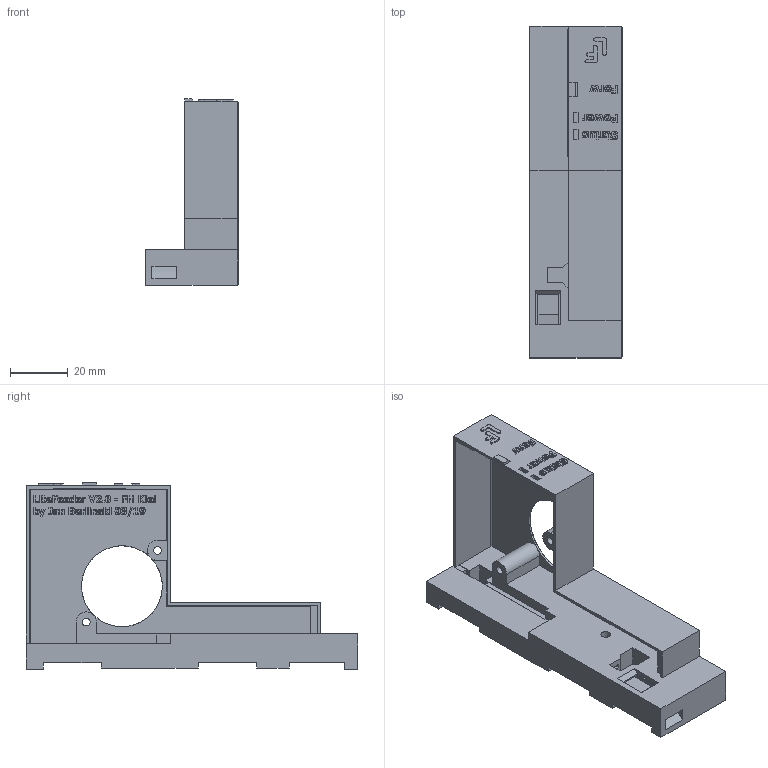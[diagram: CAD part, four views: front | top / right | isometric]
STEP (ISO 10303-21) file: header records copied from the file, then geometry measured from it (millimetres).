
FILE_DESCRIPTION(/* description */ (''),/* implementation_level */ '2;1');
FILE_NAME(/* name */ 'Housing.stp',/* time_stamp */ '2019-04-01T13:06:14+02:00',/* author */ ('janbe'),/* organization */ (''),/* preprocessor_version */ 'ST-DEVELOPER v17',/* originating_system */ 'Autodesk Inventor 2019',/* authorisation */ '');
FILE_SCHEMA (('AUTOMOTIVE_DESIGN { 1 0 10303 214 3 1 1 }'));
Length unit declared in the file: millimetre
Products named in the file (1): Housing
Bounding box: 32 x 114.81 x 64.5 mm (x, y, z)
Volume: 40594.3 mm3; surface area: 26115 mm2
Topology: 1 solids, 1 shells, 982 faces, 2674 edges, 1770 vertices
Faces by surface type: plane 604, bspline 365, cylinder 10, cone 3
Full cylindrical faces by diameter (mm): 2.7 x2, 3.335 x1, 20.5 x1, 28 x1
Entity records: 32597 total; most frequent: CARTESIAN_POINT 10176, ORIENTED_EDGE 5348, DIRECTION 3210, EDGE_CURVE 2674, LINE 1914, VECTOR 1914, VERTEX_POINT 1770, EDGE_LOOP 1078
